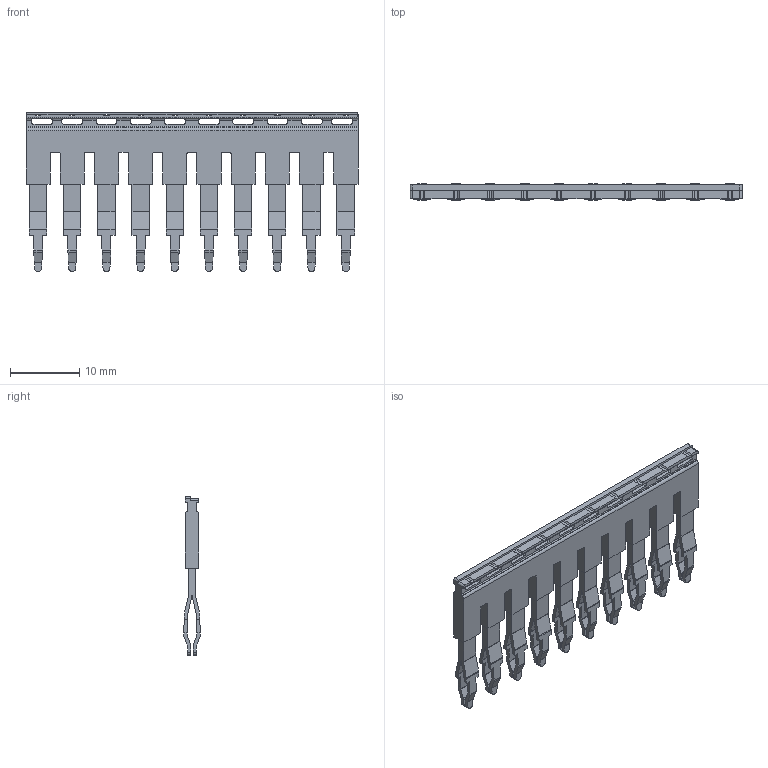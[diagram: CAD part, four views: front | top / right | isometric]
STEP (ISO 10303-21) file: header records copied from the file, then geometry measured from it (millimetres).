
FILE_DESCRIPTION(/* description */ (''),/* implementation_level */ '2;1');
FILE_NAME(/* name */ 'JX2_5_10.stp',/* time_stamp */ '2016-06-24T15:27:49-04:00',/* author */ ('CAD Station'),/* organization */ (''),/* preprocessor_version */ 'ST-DEVELOPER v16.1',/* originating_system */ 'Autodesk Inventor 2016',/* authorisation */ '');
FILE_SCHEMA (('AUTOMOTIVE_DESIGN { 1 0 10303 214 3 1 1 }'));
Length unit declared in the file: metre
Products named in the file (1): JX2.5_10
Bounding box: 48.05 x 2.41 x 23.03 mm (x, y, z)
Volume: 1026.2 mm3; surface area: 2416.7 mm2
Topology: 1 solids, 1 shells, 766 faces, 2382 edges, 1588 vertices
Faces by surface type: plane 472, cylinder 270, bspline 24
Entity records: 28722 total; most frequent: CARTESIAN_POINT 6457, ORIENTED_EDGE 4764, DIRECTION 4260, EDGE_CURVE 2382, LINE 1734, VECTOR 1734, VERTEX_POINT 1588, AXIS2_PLACEMENT_3D 1263
